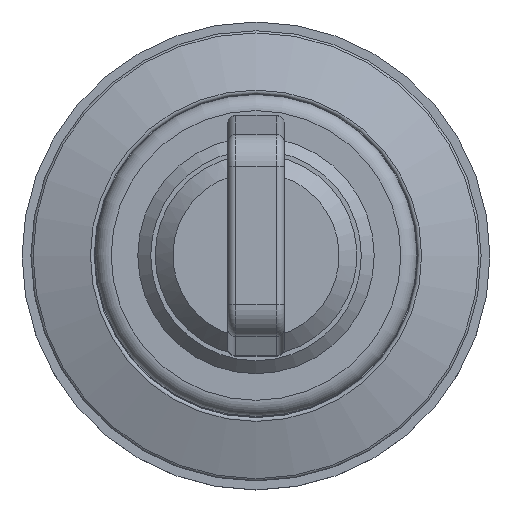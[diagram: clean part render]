
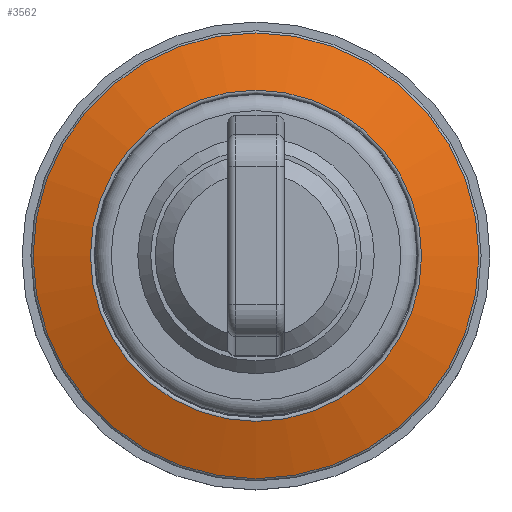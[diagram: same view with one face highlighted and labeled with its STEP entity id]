
A CAD part, top view. The second image highlights one B-rep face of the part: STEP entity #3562.
In plain terms, the highlighted conical face has half-angle 71.267 degrees and reference radius 12.107 mm.
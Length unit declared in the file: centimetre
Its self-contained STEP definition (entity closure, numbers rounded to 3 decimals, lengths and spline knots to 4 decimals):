
#23=CONICAL_SURFACE($,#3871,1.2107,71.267);
#91=FACE_BOUND($,#521,.T.);
#287=FACE_OUTER_BOUND($,#520,.T.);
#520=EDGE_LOOP($,(#2770));
#521=EDGE_LOOP($,(#2771));
#1351=CIRCLE($,#3868,1.3814);
#1353=CIRCLE($,#3872,1.0265);
#1644=VERTEX_POINT($,#5849);
#1646=VERTEX_POINT($,#5855);
#2058=EDGE_CURVE($,#1644,#1644,#1351,.T.);
#2060=EDGE_CURVE($,#1646,#1646,#1353,.T.);
#2770=ORIENTED_EDGE($,*,*,#2060,.F.);
#2771=ORIENTED_EDGE($,*,*,#2058,.F.);
#3562=ADVANCED_FACE($,(#287,#91),#23,.T.);
#3868=AXIS2_PLACEMENT_3D($,#5850,#4621,#4622);
#3871=AXIS2_PLACEMENT_3D($,#5854,#4627,#4628);
#3872=AXIS2_PLACEMENT_3D($,#5856,#4629,#4630);
#4621=DIRECTION('center_axis',(0.,0.,
-1.));
#4622=DIRECTION('ref_axis',(-1.,0.,0.));
#4627=DIRECTION('center_axis',(0.,0.,
-1.));
#4628=DIRECTION('ref_axis',(1.,0.,0.));
#4629=DIRECTION('center_axis',(0.,0.,
1.));
#4630=DIRECTION('ref_axis',(1.,0.,0.));
#5849=CARTESIAN_POINT('',(1.3814,0.,0.6519));
#5850=CARTESIAN_POINT('Origin',(0.,0.,
0.6519));
#5854=CARTESIAN_POINT('Origin',(0.,0.,
0.7098));
#5855=CARTESIAN_POINT('',(1.0265,0.,0.7723));
#5856=CARTESIAN_POINT('Origin',(0.,0.,
0.7723));
